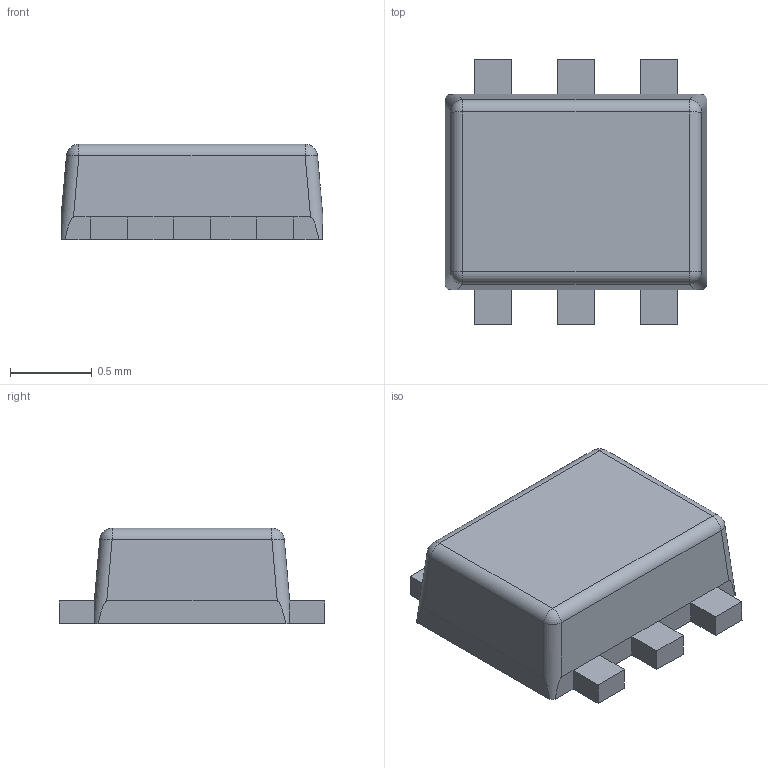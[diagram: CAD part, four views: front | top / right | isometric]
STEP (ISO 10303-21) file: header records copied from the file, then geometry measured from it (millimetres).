
FILE_DESCRIPTION(/* description */ (''),/* implementation_level */ '2;1');
FILE_NAME(/* name */ 'SOT563.step',/* time_stamp */ '2023-03-28T21:53:21+11:00',/* author */ (''),/* organization */ (''),/* preprocessor_version */ 'ST-DEVELOPER v19.2',/* originating_system */ 'Autodesk Translation Framework v11.17.0.187',/* authorisation */ '');
FILE_SCHEMA (('AUTOMOTIVE_DESIGN { 1 0 10303 214 3 1 1 }'));
Length unit declared in the file: millimetre
Products named in the file (2): SOT563; SW3dPS-SOT-563
Assembly tree (1 placements, depth 2):
  SOT563
    SW3dPS-SOT-563
Bounding box: 1.6 x 1.63 x 0.58 mm (x, y, z)
Volume: 1.1 mm3; surface area: 7.6 mm2
Topology: 1 solids, 1 shells, 53 faces, 133 edges, 78 vertices
Faces by surface type: plane 40, cylinder 9, sphere 4
Entity records: 1644 total; most frequent: DIRECTION 267, CARTESIAN_POINT 263, ORIENTED_EDGE 258, EDGE_CURVE 129, LINE 103, VECTOR 103, AXIS2_PLACEMENT_3D 82, VERTEX_POINT 78
